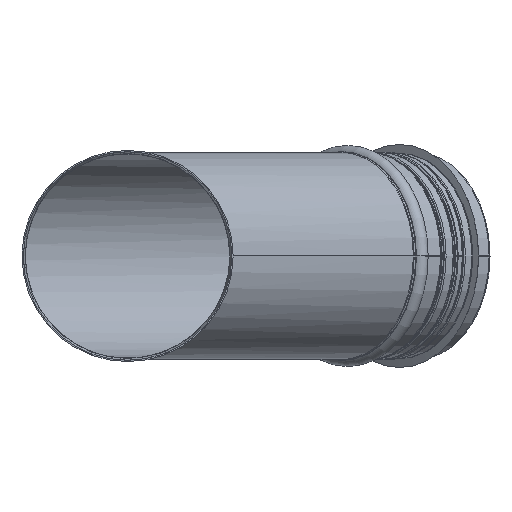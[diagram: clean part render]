
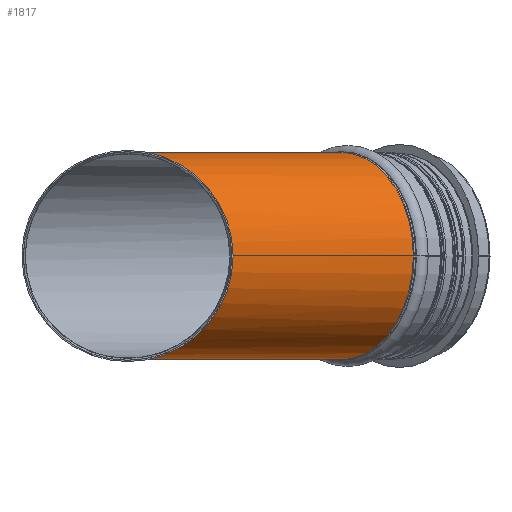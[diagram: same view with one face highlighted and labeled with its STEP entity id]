
A CAD part, front view. The second image highlights one B-rep face of the part: STEP entity #1817.
In plain terms, the highlighted cylindrical face has radius 81 mm (diameter 162 mm), a partial arc.
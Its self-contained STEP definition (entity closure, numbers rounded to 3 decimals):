
#105=CYLINDRICAL_SURFACE('',#1974,81.);
#142=CIRCLE('',#1975,81.);
#248=ELLIPSE('',#1972,87.674,81.);
#275=FACE_OUTER_BOUND('',#403,.T.);
#403=EDGE_LOOP('',(#1222,#1223,#1224,#1225));
#554=LINE('',#2941,#666);
#555=LINE('',#2944,#667);
#666=VECTOR('',#2320,202.62);
#667=VECTOR('',#2323,202.62);
#775=VERTEX_POINT('',#2931);
#776=VERTEX_POINT('',#2932);
#779=VERTEX_POINT('',#2940);
#780=VERTEX_POINT('',#2942);
#930=EDGE_CURVE('',#775,#776,#248,.T.);
#934=EDGE_CURVE('',#776,#779,#554,.T.);
#935=EDGE_CURVE('',#780,#779,#142,.T.);
#936=EDGE_CURVE('',#775,#780,#555,.T.);
#1222=ORIENTED_EDGE('',*,*,#930,.T.);
#1223=ORIENTED_EDGE('',*,*,#934,.T.);
#1224=ORIENTED_EDGE('',*,*,#935,.F.);
#1225=ORIENTED_EDGE('',*,*,#936,.F.);
#1817=ADVANCED_FACE('',(#275),#105,.T.);
#1972=AXIS2_PLACEMENT_3D('',#2933,#2312,#2313);
#1974=AXIS2_PLACEMENT_3D('',#2939,#2318,#2319);
#1975=AXIS2_PLACEMENT_3D('',#2943,#2321,#2322);
#2312=DIRECTION('center_axis',(0.383,-0.924,0.));
#2313=DIRECTION('ref_axis',(-0.924,-0.383,0.));
#2318=DIRECTION('center_axis',(0.,-1.,0.));
#2319=DIRECTION('ref_axis',(-1.,0.,0.));
#2320=DIRECTION('',(0.,-1.,0.));
#2321=DIRECTION('center_axis',(0.,-1.,0.));
#2322=DIRECTION('ref_axis',(-1.,0.,0.));
#2323=DIRECTION('',(0.,-1.,0.));
#2931=CARTESIAN_POINT('',(-81.,286.449,0.));
#2932=CARTESIAN_POINT('',(-81.,286.449,0.141));
#2933=CARTESIAN_POINT('Origin',(0.,320.,0.));
#2939=CARTESIAN_POINT('Origin',(0.,279.143,0.));
#2940=CARTESIAN_POINT('',(-81.,83.828,0.141));
#2941=CARTESIAN_POINT('',(-81.,570.,0.141));
#2942=CARTESIAN_POINT('',(-81.,83.828,0.));
#2943=CARTESIAN_POINT('Origin',(0.,83.828,0.));
#2944=CARTESIAN_POINT('',(-81.,570.,0.));
